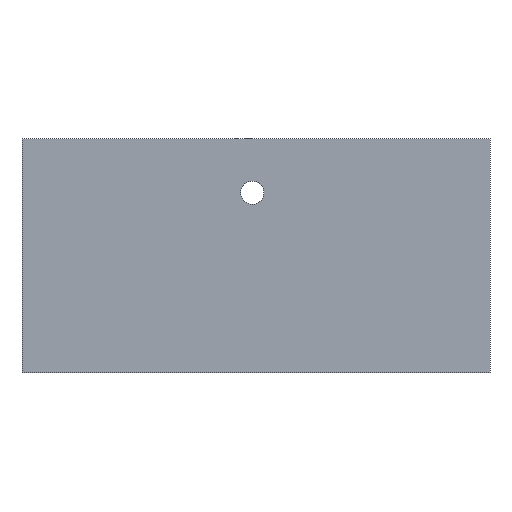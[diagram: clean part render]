
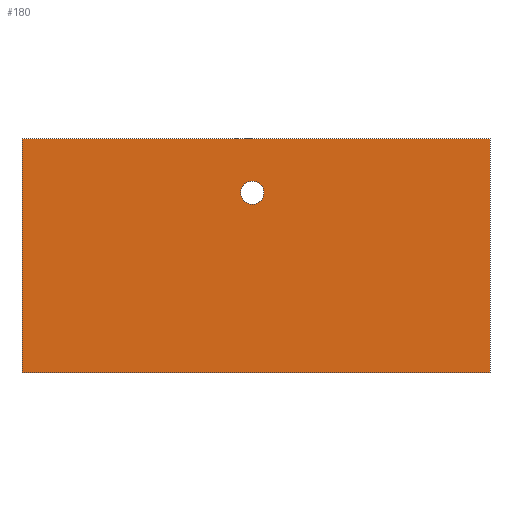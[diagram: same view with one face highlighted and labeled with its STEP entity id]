
A CAD part, front view. The second image highlights one B-rep face of the part: STEP entity #180.
In plain terms, the highlighted planar face has unit normal (0, -1, 0).
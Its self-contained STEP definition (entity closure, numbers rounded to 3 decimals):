
#26 = EDGE_CURVE ( 'NONE', #167, #160, #264, .T. ) ;
#28 = AXIS2_PLACEMENT_3D ( 'NONE', #106, #138, #137 ) ;
#32 = CARTESIAN_POINT ( 'NONE',  ( 0., 0., -304.8 ) ) ;
#35 = PLANE ( 'NONE',  #84 ) ;
#40 = EDGE_CURVE ( 'NONE', #160, #117, #202, .T. ) ;
#44 = EDGE_CURVE ( 'NONE', #164, #163, #190, .T. ) ;
#46 = EDGE_CURVE ( 'NONE', #117, #159, #200, .T. ) ;
#56 = AXIS2_PLACEMENT_3D ( 'NONE', #136, #141, #156 ) ;
#61 = CARTESIAN_POINT ( 'NONE',  ( 0., 0., 0. ) ) ;
#66 = CARTESIAN_POINT ( 'NONE',  ( 300., 0., -85. ) ) ;
#73 = DIRECTION ( 'NONE',  ( 0., 0., -1. ) ) ;
#75 = DIRECTION ( 'NONE',  ( 0., -1., 0. ) ) ;
#84 = AXIS2_PLACEMENT_3D ( 'NONE', #32, #75, #73 ) ;
#104 = CARTESIAN_POINT ( 'NONE',  ( 609.6, 0., 0. ) ) ;
#106 = CARTESIAN_POINT ( 'NONE',  ( 300., 0., -70. ) ) ;
#109 = CARTESIAN_POINT ( 'NONE',  ( 0., 0., -304.8 ) ) ;
#111 = DIRECTION ( 'NONE',  ( 0., 0., -1. ) ) ;
#112 = DIRECTION ( 'NONE',  ( 1., 0., 0. ) ) ;
#117 = VERTEX_POINT ( 'NONE', #139 ) ;
#123 = EDGE_CURVE ( 'NONE', #163, #164, #297, .T. ) ;
#125 = EDGE_CURVE ( 'NONE', #159, #167, #271, .T. ) ;
#136 = CARTESIAN_POINT ( 'NONE',  ( 300., 0., -70. ) ) ;
#137 = DIRECTION ( 'NONE',  ( 0., 0., 1. ) ) ;
#138 = DIRECTION ( 'NONE',  ( 0., 1., 0. ) ) ;
#139 = CARTESIAN_POINT ( 'NONE',  ( 609.6, 0., -304.8 ) ) ;
#140 = DIRECTION ( 'NONE',  ( -1., 0., 0. ) ) ;
#141 = DIRECTION ( 'NONE',  ( 0., 1., 0. ) ) ;
#143 = CARTESIAN_POINT ( 'NONE',  ( 609.6, 0., 0. ) ) ;
#147 = DIRECTION ( 'NONE',  ( 0., 0., 1. ) ) ;
#149 = CARTESIAN_POINT ( 'NONE',  ( 0., 0., 0. ) ) ;
#150 = CARTESIAN_POINT ( 'NONE',  ( 0., 0., -304.8 ) ) ;
#151 = CARTESIAN_POINT ( 'NONE',  ( 300., 0., -55. ) ) ;
#156 = DIRECTION ( 'NONE',  ( 0., 0., 1. ) ) ;
#159 = VERTEX_POINT ( 'NONE', #150 ) ;
#160 = VERTEX_POINT ( 'NONE', #143 ) ;
#161 = CARTESIAN_POINT ( 'NONE',  ( 0., 0., 0. ) ) ;
#163 = VERTEX_POINT ( 'NONE', #66 ) ;
#164 = VERTEX_POINT ( 'NONE', #151 ) ;
#167 = VERTEX_POINT ( 'NONE', #61 ) ;
#180 = ADVANCED_FACE ( 'NONE', ( #300, #296 ), #35, .T. ) ;
#190 = CIRCLE ( 'NONE', #28, 15. ) ;
#196 = VECTOR ( 'NONE', #140, 1000. ) ;
#200 = LINE ( 'NONE', #109, #196 ) ;
#202 = LINE ( 'NONE', #104, #253 ) ;
#206 = ORIENTED_EDGE ( 'NONE', *, *, #26, .F. ) ;
#218 = ORIENTED_EDGE ( 'NONE', *, *, #40, .F. ) ;
#221 = ORIENTED_EDGE ( 'NONE', *, *, #123, .T. ) ;
#230 = EDGE_LOOP ( 'NONE', ( #306, #288, #218, #206 ) ) ;
#253 = VECTOR ( 'NONE', #111, 1000. ) ;
#264 = LINE ( 'NONE', #161, #265 ) ;
#265 = VECTOR ( 'NONE', #112, 1000. ) ;
#271 = LINE ( 'NONE', #149, #292 ) ;
#288 = ORIENTED_EDGE ( 'NONE', *, *, #46, .F. ) ;
#291 = ORIENTED_EDGE ( 'NONE', *, *, #44, .T. ) ;
#292 = VECTOR ( 'NONE', #147, 1000. ) ;
#296 = FACE_OUTER_BOUND ( 'NONE', #230, .T. ) ;
#297 = CIRCLE ( 'NONE', #56, 15. ) ;
#300 = FACE_BOUND ( 'NONE', #302, .T. ) ;
#302 = EDGE_LOOP ( 'NONE', ( #291, #221 ) ) ;
#306 = ORIENTED_EDGE ( 'NONE', *, *, #125, .F. ) ;
